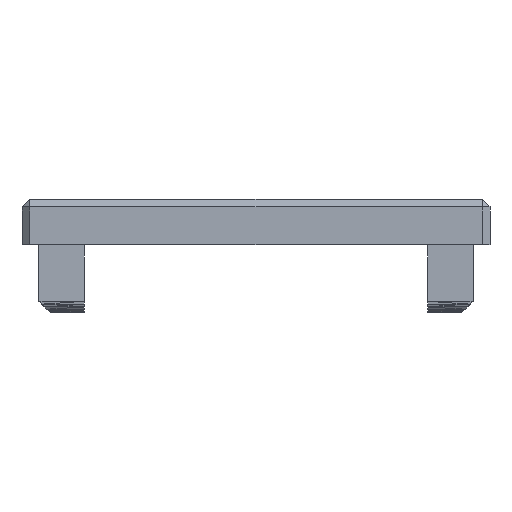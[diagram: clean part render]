
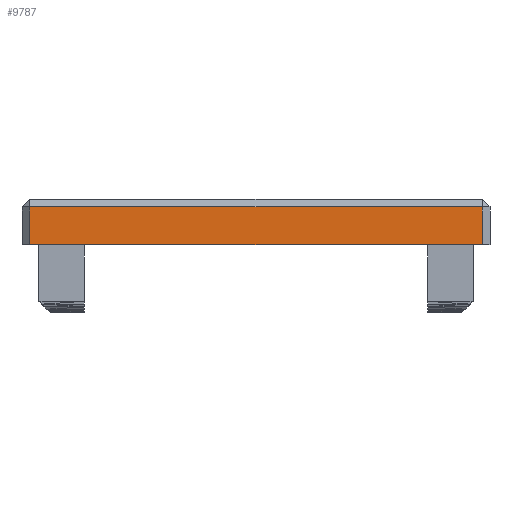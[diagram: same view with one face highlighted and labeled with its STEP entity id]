
A CAD part, front view. The second image highlights one B-rep face of the part: STEP entity #9787.
In plain terms, the highlighted planar face has unit normal (0, -1, 0).
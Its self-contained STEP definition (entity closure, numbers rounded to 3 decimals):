
#700=PLANE('',#10537);
#1374=FACE_OUTER_BOUND('',#2062,.T.);
#2062=EDGE_LOOP('',(#8995,#8996,#8997,#8998));
#2405=LINE('',#13947,#3628);
#2629=LINE('',#14393,#3852);
#2766=LINE('',#14733,#3989);
#3291=LINE('',#15858,#4514);
#3628=VECTOR('',#11155,10.);
#3852=VECTOR('',#11571,10.);
#3989=VECTOR('',#11882,10.);
#4514=VECTOR('',#13255,10.);
#4798=VERTEX_POINT('',#13944);
#4799=VERTEX_POINT('',#13946);
#4925=VERTEX_POINT('',#14391);
#5041=VERTEX_POINT('',#14731);
#5562=EDGE_CURVE('',#4798,#4799,#2405,.T.);
#5786=EDGE_CURVE('',#4925,#4798,#2629,.T.);
#5957=EDGE_CURVE('',#4925,#5041,#2766,.T.);
#6514=EDGE_CURVE('',#5041,#4799,#3291,.T.);
#8995=ORIENTED_EDGE('',*,*,#5562,.F.);
#8996=ORIENTED_EDGE('',*,*,#5786,.F.);
#8997=ORIENTED_EDGE('',*,*,#5957,.T.);
#8998=ORIENTED_EDGE('',*,*,#6514,.T.);
#9787=ADVANCED_FACE('',(#1374),#700,.T.);
#10537=AXIS2_PLACEMENT_3D('',#15859,#13256,#13257);
#11155=DIRECTION('',(1.,0.,0.));
#11571=DIRECTION('',(0.,0.,1.));
#11882=DIRECTION('',(1.,0.,0.));
#13255=DIRECTION('',(0.,0.,1.));
#13256=DIRECTION('center_axis',(0.,-1.,0.));
#13257=DIRECTION('ref_axis',(0.,0.,-1.));
#13944=CARTESIAN_POINT('',(-30.,-36.,28.));
#13946=CARTESIAN_POINT('',(30.,-36.,28.));
#13947=CARTESIAN_POINT('',(-30.,-36.,28.));
#14391=CARTESIAN_POINT('',(-30.,-36.,23.));
#14393=CARTESIAN_POINT('',(-30.,-36.,23.));
#14731=CARTESIAN_POINT('',(30.,-36.,23.));
#14733=CARTESIAN_POINT('',(-30.,-36.,23.));
#15858=CARTESIAN_POINT('',(30.,-36.,25.5));
#15859=CARTESIAN_POINT('Origin',(30.,-36.,23.));
